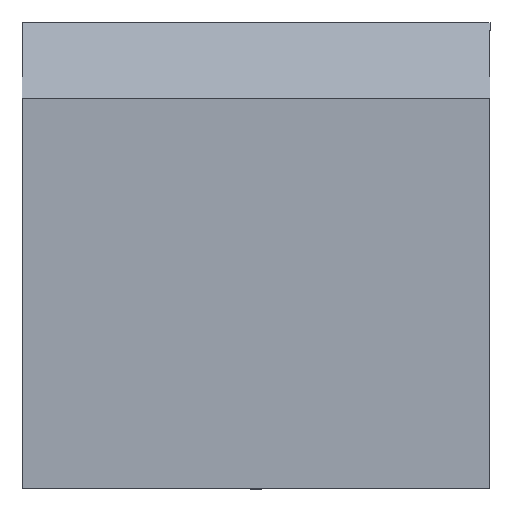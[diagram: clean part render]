
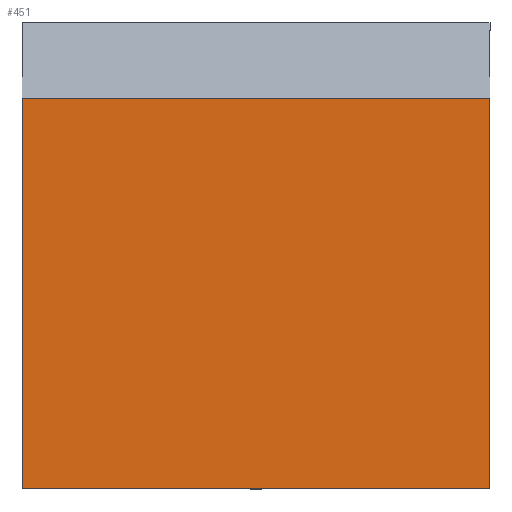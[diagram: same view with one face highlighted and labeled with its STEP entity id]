
A CAD part, top view. The second image highlights one B-rep face of the part: STEP entity #451.
In plain terms, the highlighted face is planar.
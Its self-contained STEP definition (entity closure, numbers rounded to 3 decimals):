
#154 = EDGE_CURVE ( 'NONE', #6361, #3159, #377, .T. ) ;
#377 = LINE ( 'NONE', #4416, #1748 ) ;
#451 = ADVANCED_FACE ( 'NONE', ( #2295 ), #1669, .F. ) ;
#583 = LINE ( 'NONE', #6403, #6020 ) ;
#613 = DIRECTION ( 'NONE',  ( 1., 0., 0. ) ) ;
#1178 = DIRECTION ( 'NONE',  ( 1., 0., 0. ) ) ;
#1228 = VERTEX_POINT ( 'NONE', #2505 ) ;
#1267 = VERTEX_POINT ( 'NONE', #1482 ) ;
#1482 = CARTESIAN_POINT ( 'NONE',  ( -121.5, 0., -1.4 ) ) ;
#1669 = PLANE ( 'NONE',  #5906 ) ;
#1748 = VECTOR ( 'NONE', #1892, 1000. ) ;
#1892 = DIRECTION ( 'NONE',  ( 0., 0., -1. ) ) ;
#1955 = EDGE_CURVE ( 'NONE', #1267, #3159, #583, .T. ) ;
#2026 = EDGE_CURVE ( 'NONE', #1228, #1267, #2712, .T. ) ;
#2231 = CARTESIAN_POINT ( 'NONE',  ( 121.5, 0., 290. ) ) ;
#2295 = FACE_OUTER_BOUND ( 'NONE', #2936, .T. ) ;
#2419 = VECTOR ( 'NONE', #2785, 1000. ) ;
#2505 = CARTESIAN_POINT ( 'NONE',  ( -121.5, 0., 290. ) ) ;
#2712 = LINE ( 'NONE', #5831, #2419 ) ;
#2785 = DIRECTION ( 'NONE',  ( 0., 0., -1. ) ) ;
#2936 = EDGE_LOOP ( 'NONE', ( #5847, #3091, #3687, #3581 ) ) ;
#3021 = VECTOR ( 'NONE', #1178, 1000. ) ;
#3091 = ORIENTED_EDGE ( 'NONE', *, *, #1955, .T. ) ;
#3159 = VERTEX_POINT ( 'NONE', #5378 ) ;
#3324 = LINE ( 'NONE', #5418, #3021 ) ;
#3581 = ORIENTED_EDGE ( 'NONE', *, *, #5995, .F. ) ;
#3687 = ORIENTED_EDGE ( 'NONE', *, *, #154, .F. ) ;
#3788 = DIRECTION ( 'NONE',  ( 0., 1., 0. ) ) ;
#3819 = DIRECTION ( 'NONE',  ( -1., 0., 0. ) ) ;
#4416 = CARTESIAN_POINT ( 'NONE',  ( 121.5, 0., 290. ) ) ;
#4817 = CARTESIAN_POINT ( 'NONE',  ( -121.5, 0., 290. ) ) ;
#5378 = CARTESIAN_POINT ( 'NONE',  ( 121.5, 0., -1.4 ) ) ;
#5418 = CARTESIAN_POINT ( 'NONE',  ( -121.5, 0., 290. ) ) ;
#5831 = CARTESIAN_POINT ( 'NONE',  ( -121.5, 0., 290. ) ) ;
#5847 = ORIENTED_EDGE ( 'NONE', *, *, #2026, .T. ) ;
#5906 = AXIS2_PLACEMENT_3D ( 'NONE', #4817, #3788, #3819 ) ;
#5995 = EDGE_CURVE ( 'NONE', #1228, #6361, #3324, .T. ) ;
#6020 = VECTOR ( 'NONE', #613, 1000. ) ;
#6361 = VERTEX_POINT ( 'NONE', #2231 ) ;
#6403 = CARTESIAN_POINT ( 'NONE',  ( -121.5, 0., -1.4 ) ) ;
